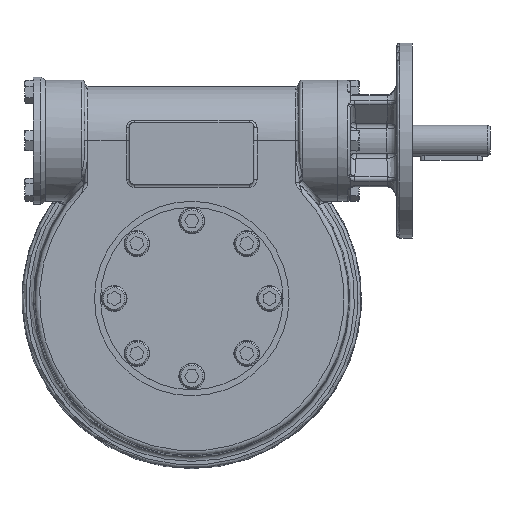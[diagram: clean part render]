
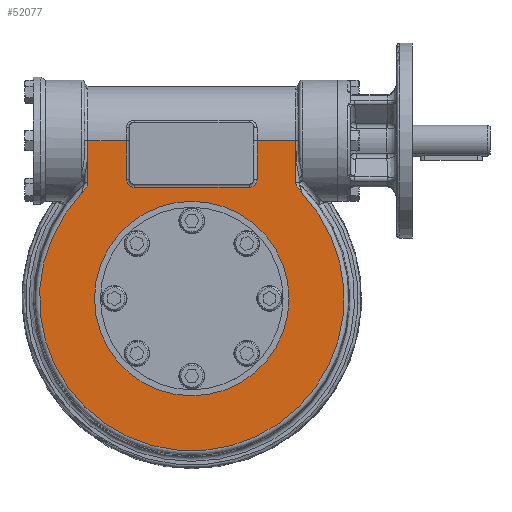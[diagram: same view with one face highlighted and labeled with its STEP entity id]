
A CAD part, top view. The second image highlights one B-rep face of the part: STEP entity #52077.
In plain terms, the highlighted planar face has unit normal (0, 0, 1).
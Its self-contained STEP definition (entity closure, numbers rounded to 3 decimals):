
#1776=CIRCLE('',#55143,5.);
#1777=CIRCLE('',#55144,5.);
#1778=CIRCLE('',#55145,98.052);
#1779=CIRCLE('',#55146,62.625);
#4301=B_SPLINE_CURVE_WITH_KNOTS('',3,(#95243,#95244,#95245,#95246,#95247,
#95248,#95249),.UNSPECIFIED.,.F.,.F.,(4,1,1,1,4),(0.,0.002,
0.004,0.006,0.008),
 .UNSPECIFIED.);
#4302=B_SPLINE_CURVE_WITH_KNOTS('',3,(#95253,#95254,#95255,#95256,#95257,
#95258,#95259),.UNSPECIFIED.,.F.,.F.,(4,1,1,1,4),(0.,0.002,
0.004,0.006,0.008),
 .UNSPECIFIED.);
#13911=ORIENTED_EDGE('',*,*,#20990,.F.);
#13912=ORIENTED_EDGE('',*,*,#20991,.T.);
#13913=ORIENTED_EDGE('',*,*,#20992,.T.);
#13914=ORIENTED_EDGE('',*,*,#20993,.T.);
#13915=ORIENTED_EDGE('',*,*,#20994,.T.);
#13916=ORIENTED_EDGE('',*,*,#20995,.T.);
#13917=ORIENTED_EDGE('',*,*,#20996,.F.);
#13918=ORIENTED_EDGE('',*,*,#20997,.T.);
#13919=ORIENTED_EDGE('',*,*,#20998,.T.);
#13920=ORIENTED_EDGE('',*,*,#20999,.T.);
#13921=ORIENTED_EDGE('',*,*,#21000,.T.);
#13922=ORIENTED_EDGE('',*,*,#21001,.T.);
#13923=ORIENTED_EDGE('',*,*,#21002,.T.);
#20990=EDGE_CURVE('',#25288,#25289,#27632,.T.);
#20991=EDGE_CURVE('',#25288,#25290,#27633,.F.);
#20992=EDGE_CURVE('',#25290,#25291,#1776,.F.);
#20993=EDGE_CURVE('',#25291,#25292,#27634,.F.);
#20994=EDGE_CURVE('',#25292,#25293,#1777,.F.);
#20995=EDGE_CURVE('',#25293,#25294,#27635,.F.);
#20996=EDGE_CURVE('',#25295,#25294,#27636,.T.);
#20997=EDGE_CURVE('',#25295,#25296,#27637,.F.);
#20998=EDGE_CURVE('',#25296,#25297,#4301,.T.);
#20999=EDGE_CURVE('',#25297,#25298,#1778,.T.);
#21000=EDGE_CURVE('',#25298,#25299,#4302,.F.);
#21001=EDGE_CURVE('',#25299,#25289,#27638,.F.);
#21002=EDGE_CURVE('',#25300,#25300,#1779,.T.);
#25288=VERTEX_POINT('',#95227);
#25289=VERTEX_POINT('',#95228);
#25290=VERTEX_POINT('',#95230);
#25291=VERTEX_POINT('',#95232);
#25292=VERTEX_POINT('',#95234);
#25293=VERTEX_POINT('',#95236);
#25294=VERTEX_POINT('',#95238);
#25295=VERTEX_POINT('',#95240);
#25296=VERTEX_POINT('',#95242);
#25297=VERTEX_POINT('',#95250);
#25298=VERTEX_POINT('',#95252);
#25299=VERTEX_POINT('',#95260);
#25300=VERTEX_POINT('',#95263);
#27632=LINE('',#95226,#29487);
#27633=LINE('',#95229,#29488);
#27634=LINE('',#95233,#29489);
#27635=LINE('',#95237,#29490);
#27636=LINE('',#95239,#29491);
#27637=LINE('',#95241,#29492);
#27638=LINE('',#95261,#29493);
#29487=VECTOR('',#62254,1000.);
#29488=VECTOR('',#62255,1000.);
#29489=VECTOR('',#62258,1000.);
#29490=VECTOR('',#62261,1000.);
#29491=VECTOR('',#62262,1000.);
#29492=VECTOR('',#62263,1000.);
#29493=VECTOR('',#62266,1000.);
#32281=EDGE_LOOP('',(#13911,#13912,#13913,#13914,#13915,#13916,#13917,#13918,
#13919,#13920,#13921,#13922));
#32282=EDGE_LOOP('',(#13923));
#35414=FACE_BOUND('',#32281,.T.);
#35415=FACE_BOUND('',#32282,.T.);
#37346=PLANE('',#55142);
#52077=ADVANCED_FACE('',(#35414,#35415),#37346,.T.);
#55142=AXIS2_PLACEMENT_3D('',#95225,#62252,#62253);
#55143=AXIS2_PLACEMENT_3D('',#95231,#62256,#62257);
#55144=AXIS2_PLACEMENT_3D('',#95235,#62259,#62260);
#55145=AXIS2_PLACEMENT_3D('',#95251,#62264,#62265);
#55146=AXIS2_PLACEMENT_3D('',#95262,#62267,#62268);
#62252=DIRECTION('',(0.,0.,1.));
#62253=DIRECTION('',(1.,0.,0.));
#62254=DIRECTION('',(1.,0.,0.));
#62255=DIRECTION('',(0.,1.,0.));
#62256=DIRECTION('',(0.,0.,1.));
#62257=DIRECTION('',(1.,0.,0.));
#62258=DIRECTION('',(1.,0.,0.));
#62259=DIRECTION('',(0.,0.,1.));
#62260=DIRECTION('',(1.,0.,0.));
#62261=DIRECTION('',(0.,-1.,0.));
#62262=DIRECTION('',(1.,0.,0.));
#62263=DIRECTION('',(0.,1.,0.));
#62264=DIRECTION('',(0.,0.,1.));
#62265=DIRECTION('',(1.,0.,0.));
#62266=DIRECTION('',(0.,-1.,0.));
#62267=DIRECTION('',(0.,0.,-1.));
#62268=DIRECTION('',(1.,0.,0.));
#95225=CARTESIAN_POINT('',(0.,101.,65.));
#95226=CARTESIAN_POINT('',(-661.15,101.625,65.));
#95227=CARTESIAN_POINT('',(42.,101.625,65.));
#95228=CARTESIAN_POINT('',(67.,101.625,65.));
#95229=CARTESIAN_POINT('',(42.,76.625,65.));
#95230=CARTESIAN_POINT('',(42.,76.625,65.));
#95231=CARTESIAN_POINT('',(37.,76.625,65.));
#95232=CARTESIAN_POINT('',(37.,71.625,65.));
#95233=CARTESIAN_POINT('',(-37.,71.625,65.));
#95234=CARTESIAN_POINT('',(-37.,71.625,65.));
#95235=CARTESIAN_POINT('',(-37.,76.625,65.));
#95236=CARTESIAN_POINT('',(-42.,76.625,65.));
#95237=CARTESIAN_POINT('',(-42.,101.625,65.));
#95238=CARTESIAN_POINT('',(-42.,101.625,65.));
#95239=CARTESIAN_POINT('',(-661.15,101.625,65.));
#95240=CARTESIAN_POINT('',(-67.,101.625,65.));
#95241=CARTESIAN_POINT('',(-67.,69.665,65.));
#95242=CARTESIAN_POINT('',(-67.,74.551,65.));
#95243=CARTESIAN_POINT('',(-67.,74.551,65.));
#95244=CARTESIAN_POINT('',(-67.,73.864,65.));
#95245=CARTESIAN_POINT('',(-67.34,72.525,65.));
#95246=CARTESIAN_POINT('',(-68.474,70.825,65.));
#95247=CARTESIAN_POINT('',(-69.733,69.224,65.));
#95248=CARTESIAN_POINT('',(-70.583,68.157,65.));
#95249=CARTESIAN_POINT('',(-71.,67.625,65.));
#95250=CARTESIAN_POINT('',(-71.,67.625,65.));
#95251=CARTESIAN_POINT('',(0.,0.,65.));
#95252=CARTESIAN_POINT('',(71.,67.625,65.));
#95253=CARTESIAN_POINT('',(67.,74.551,65.));
#95254=CARTESIAN_POINT('',(67.,73.864,65.));
#95255=CARTESIAN_POINT('',(67.34,72.525,65.));
#95256=CARTESIAN_POINT('',(68.474,70.825,65.));
#95257=CARTESIAN_POINT('',(69.733,69.224,65.));
#95258=CARTESIAN_POINT('',(70.583,68.157,65.));
#95259=CARTESIAN_POINT('',(71.,67.625,65.));
#95260=CARTESIAN_POINT('',(67.,74.551,65.));
#95261=CARTESIAN_POINT('',(67.,84.42,65.));
#95262=CARTESIAN_POINT('',(0.,0.,65.));
#95263=CARTESIAN_POINT('',(62.625,0.,65.));
